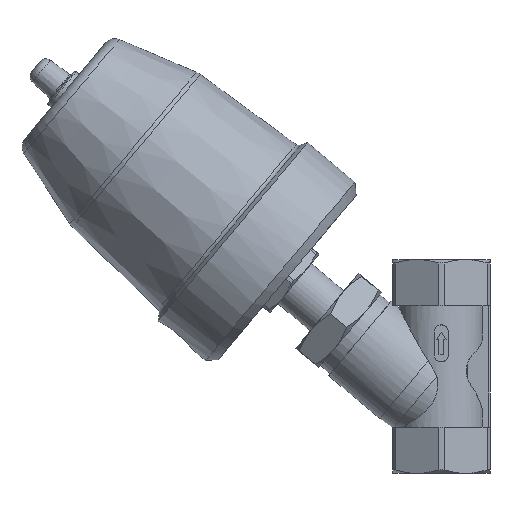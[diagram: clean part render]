
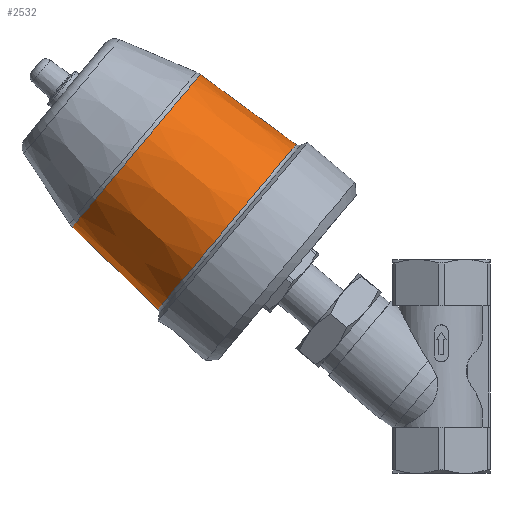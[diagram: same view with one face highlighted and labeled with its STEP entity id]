
A CAD part, left-side view. The second image highlights one B-rep face of the part: STEP entity #2532.
In plain terms, the highlighted conical face has half-angle 3.8 degrees and reference radius 41.919 mm.
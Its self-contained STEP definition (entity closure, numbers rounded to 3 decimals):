
#50=CONICAL_SURFACE('',#2791,41.918,0.066);
#738=ORIENTED_EDGE('',*,*,#1431,.F.);
#739=ORIENTED_EDGE('',*,*,#1430,.T.);
#1430=EDGE_CURVE('',#1769,#1769,#1958,.T.);
#1431=EDGE_CURVE('',#1770,#1770,#1959,.T.);
#1769=VERTEX_POINT('',#4372);
#1770=VERTEX_POINT('',#4375);
#1958=CIRCLE('',#2790,41.918);
#1959=CIRCLE('',#2792,45.229);
#2098=EDGE_LOOP('',(#738));
#2099=EDGE_LOOP('',(#739));
#2305=FACE_BOUND('',#2098,.T.);
#2306=FACE_BOUND('',#2099,.T.);
#2532=ADVANCED_FACE('',(#2305,#2306),#50,.T.);
#2790=AXIS2_PLACEMENT_3D('',#4371,#3274,#3275);
#2791=AXIS2_PLACEMENT_3D('',#4373,#3276,#3277);
#2792=AXIS2_PLACEMENT_3D('',#4374,#3278,#3279);
#3274=DIRECTION('',(0.643,-0.766,0.));
#3275=DIRECTION('',(0.766,0.643,0.));
#3276=DIRECTION('',(0.643,-0.766,0.));
#3277=DIRECTION('',(0.766,0.643,0.));
#3278=DIRECTION('',(0.643,-0.766,0.));
#3279=DIRECTION('',(0.766,0.643,0.));
#4371=CARTESIAN_POINT('',(-135.811,128.38,0.));
#4372=CARTESIAN_POINT('',(-103.7,155.325,0.));
#4373=CARTESIAN_POINT('',(-135.811,128.38,0.));
#4374=CARTESIAN_POINT('',(-103.771,90.196,0.));
#4375=CARTESIAN_POINT('',(-69.123,119.269,0.));
